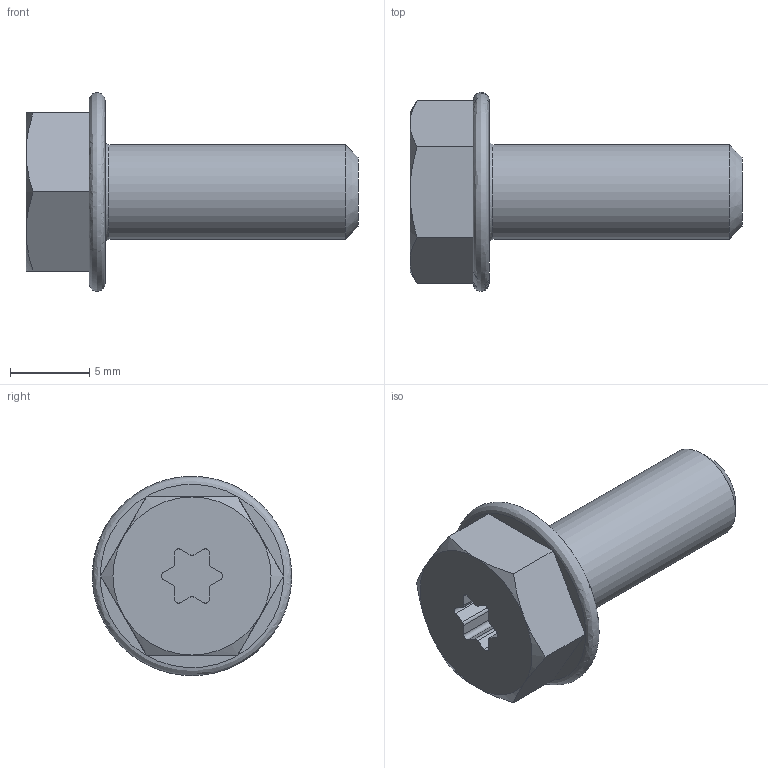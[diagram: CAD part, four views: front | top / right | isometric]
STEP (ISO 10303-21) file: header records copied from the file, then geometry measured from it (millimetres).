
FILE_DESCRIPTION (( 'STEP AP203' ), '1' );
FILE_NAME ('YKM40D-FO-BTS-006-016 令腧 襦祛磬疱玎栝 M6x16.STEP', '2020-12-15T14:26:29', ( '' ), ( '' ), 'SwSTEP 2.0', 'SolidWorks 2017', '' );
FILE_SCHEMA (( 'CONFIG_CONTROL_DESIGN' ));
Length unit declared in the file: millimetre
Products named in the file (1): YKM40D-FO-BTS-006-016  令腧 襦祛磬疱玎栝 M6x16
Bounding box: 21 x 12.6 x 12.6 mm (x, y, z)
Volume: 891.6 mm3; surface area: 729.8 mm2
Topology: 1 solids, 1 shells, 45 faces, 115 edges, 75 vertices
Faces by surface type: plane 23, cylinder 13, cone 7, bspline 2
Full cylindrical faces by diameter (mm): 6 x1
Entity records: 1620 total; most frequent: CARTESIAN_POINT 481, ORIENTED_EDGE 222, DIRECTION 214, EDGE_CURVE 111, AXIS2_PLACEMENT_3D 77, VERTEX_POINT 75, LINE 60, VECTOR 60
